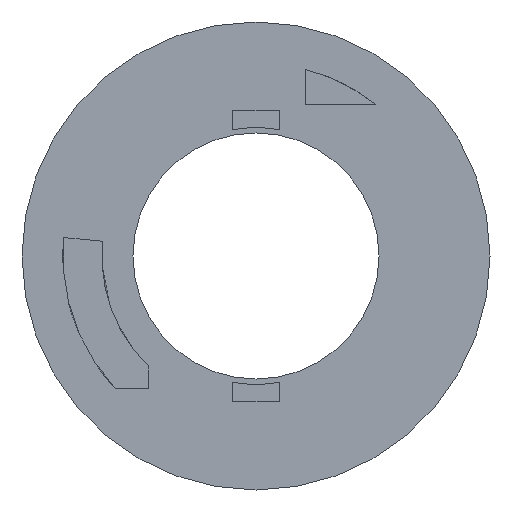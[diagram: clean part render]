
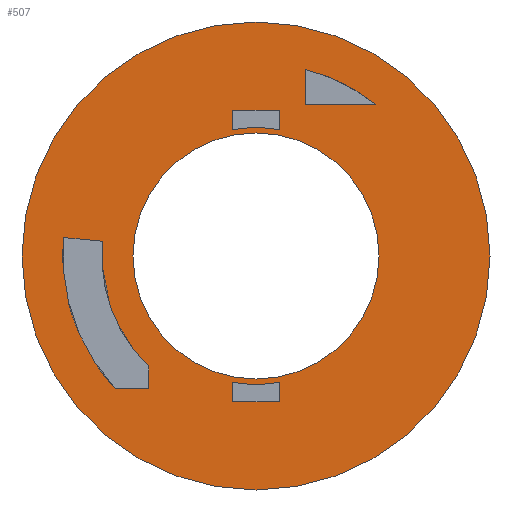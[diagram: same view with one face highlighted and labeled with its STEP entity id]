
A CAD part, front view. The second image highlights one B-rep face of the part: STEP entity #507.
In plain terms, the highlighted planar face has unit normal (0, -1, 0).
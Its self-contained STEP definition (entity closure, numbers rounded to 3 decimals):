
#507=ADVANCED_FACE('',(#603,#604),#605,.T.);
#603=FACE_OUTER_BOUND('',#706,.T.);
#604=FACE_BOUND('',#707,.T.);
#605=PLANE('',#708);
#706=EDGE_LOOP('',(#948));
#707=EDGE_LOOP('',(#949));
#708=AXIS2_PLACEMENT_3D('',#950,#951,#952);
#948=ORIENTED_EDGE('',*,*,#1033,.T.);
#949=ORIENTED_EDGE('',*,*,#1032,.F.);
#950=CARTESIAN_POINT('',(45.85,0.0,0.0));
#951=DIRECTION('',(0.0,-1.0,0.0));
#952=DIRECTION('',(0.0,0.0,-1.0));
#1032=EDGE_CURVE('',#1148,#1148,#1149,.T.);
#1033=EDGE_CURVE('',#1150,#1150,#1151,.T.);
#1148=VERTEX_POINT('',#1788);
#1149=CIRCLE('',#1789,31.6);
#1150=VERTEX_POINT('',#1790);
#1151=CIRCLE('',#1791,60.1);
#1788=CARTESIAN_POINT('',(0.0,0.0,-31.6));
#1789=AXIS2_PLACEMENT_3D('',#1888,#1889,#1890);
#1790=CARTESIAN_POINT('',(0.0,0.0,-60.1));
#1791=AXIS2_PLACEMENT_3D('',#1891,#1892,#1893);
#1888=CARTESIAN_POINT('',(0.0,0.0,0.0));
#1889=DIRECTION('',(0.0,-1.0,0.0));
#1890=DIRECTION('',(0.0,0.0,-1.0));
#1891=CARTESIAN_POINT('',(0.0,0.0,0.0));
#1892=DIRECTION('',(0.0,-1.0,0.0));
#1893=DIRECTION('',(0.0,0.0,-1.0));
